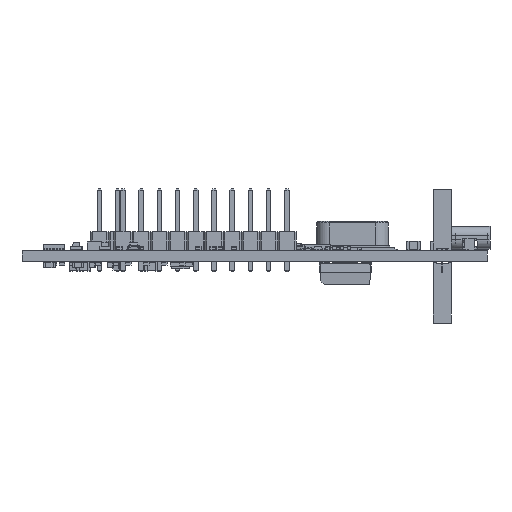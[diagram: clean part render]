
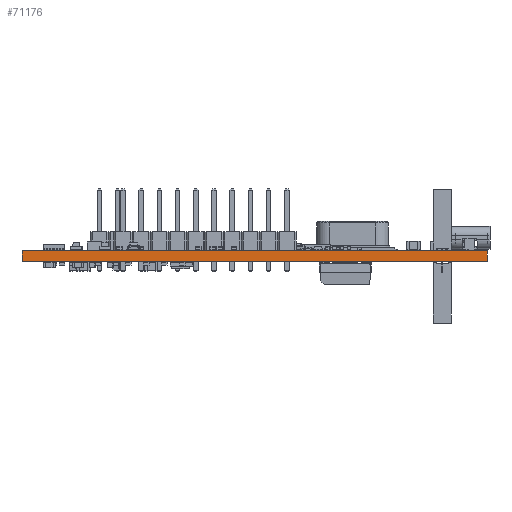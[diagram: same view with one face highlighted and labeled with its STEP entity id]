
A CAD part, left-side view. The second image highlights one B-rep face of the part: STEP entity #71176.
In plain terms, the highlighted planar face has unit normal (-1, 0, 0).
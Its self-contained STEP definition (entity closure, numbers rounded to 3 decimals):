
#71120 = VERTEX_POINT('',#71121);
#71121 = CARTESIAN_POINT('',(116.45,-143.325,1.51));
#71127 = EDGE_CURVE('',#71128,#71120,#71130,.T.);
#71128 = VERTEX_POINT('',#71129);
#71129 = CARTESIAN_POINT('',(116.45,-143.325,0.));
#71130 = LINE('',#71131,#71132);
#71131 = CARTESIAN_POINT('',(116.45,-143.325,0.));
#71132 = VECTOR('',#71133,1.);
#71133 = DIRECTION('',(0.,0.,1.));
#71176 = ADVANCED_FACE('',(#71177),#71202,.T.);
#71177 = FACE_BOUND('',#71178,.T.);
#71178 = EDGE_LOOP('',(#71179,#71180,#71188,#71196));
#71179 = ORIENTED_EDGE('',*,*,#71127,.T.);
#71180 = ORIENTED_EDGE('',*,*,#71181,.T.);
#71181 = EDGE_CURVE('',#71120,#71182,#71184,.T.);
#71182 = VERTEX_POINT('',#71183);
#71183 = CARTESIAN_POINT('',(116.45,-78.423,1.51));
#71184 = LINE('',#71185,#71186);
#71185 = CARTESIAN_POINT('',(116.45,-143.325,1.51));
#71186 = VECTOR('',#71187,1.);
#71187 = DIRECTION('',(0.,1.,0.));
#71188 = ORIENTED_EDGE('',*,*,#71189,.F.);
#71189 = EDGE_CURVE('',#71190,#71182,#71192,.T.);
#71190 = VERTEX_POINT('',#71191);
#71191 = CARTESIAN_POINT('',(116.45,-78.423,0.));
#71192 = LINE('',#71193,#71194);
#71193 = CARTESIAN_POINT('',(116.45,-78.423,0.));
#71194 = VECTOR('',#71195,1.);
#71195 = DIRECTION('',(0.,0.,1.));
#71196 = ORIENTED_EDGE('',*,*,#71197,.F.);
#71197 = EDGE_CURVE('',#71128,#71190,#71198,.T.);
#71198 = LINE('',#71199,#71200);
#71199 = CARTESIAN_POINT('',(116.45,-143.325,0.));
#71200 = VECTOR('',#71201,1.);
#71201 = DIRECTION('',(0.,1.,0.));
#71202 = PLANE('',#71203);
#71203 = AXIS2_PLACEMENT_3D('',#71204,#71205,#71206);
#71204 = CARTESIAN_POINT('',(116.45,-143.325,0.));
#71205 = DIRECTION('',(-1.,0.,0.));
#71206 = DIRECTION('',(0.,1.,0.));
